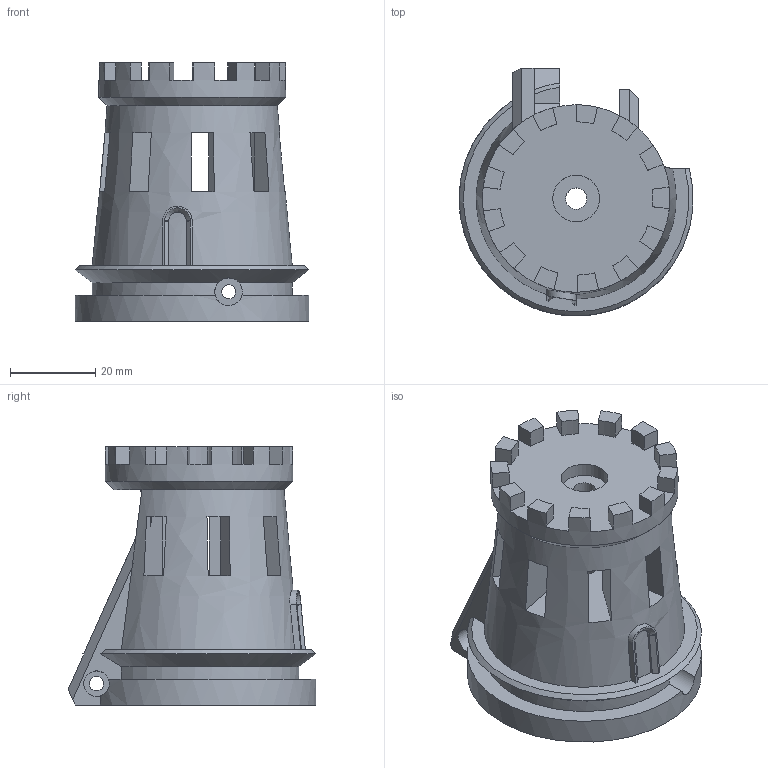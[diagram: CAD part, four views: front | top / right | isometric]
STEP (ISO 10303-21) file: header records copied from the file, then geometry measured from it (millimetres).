
FILE_DESCRIPTION(/* description */ (''),/* implementation_level */ '2;1');
FILE_NAME(/* name */ 'Left_Idler.step',/* time_stamp */ '2022-12-02T13:56:36+08:00',/* author */ (''),/* organization */ (''),/* preprocessor_version */ 'ST-DEVELOPER v19.2',/* originating_system */ 'Autodesk Translation Framework v11.17.0.187',/* authorisation */ '');
FILE_SCHEMA (('AUTOMOTIVE_DESIGN { 1 0 10303 214 3 1 1 }'));
Length unit declared in the file: millimetre
Products named in the file (1): Left_Idler
Bounding box: 54.91 x 58.22 x 60.6 mm (x, y, z)
Volume: 64918.1 mm3; surface area: 19889.7 mm2
Topology: 1 solids, 1 shells, 143 faces, 435 edges, 286 vertices
Faces by surface type: plane 102, cylinder 25, bspline 11, cone 5
Full cylindrical faces by diameter (mm): 3.3 x1, 3.4 x1, 5 x2, 6 x1, 6.5 x1, 11 x1, 44 x1
Entity records: 5562 total; most frequent: CARTESIAN_POINT 1688, ORIENTED_EDGE 870, DIRECTION 716, EDGE_CURVE 435, VERTEX_POINT 286, LINE 284, VECTOR 284, AXIS2_PLACEMENT_3D 216
